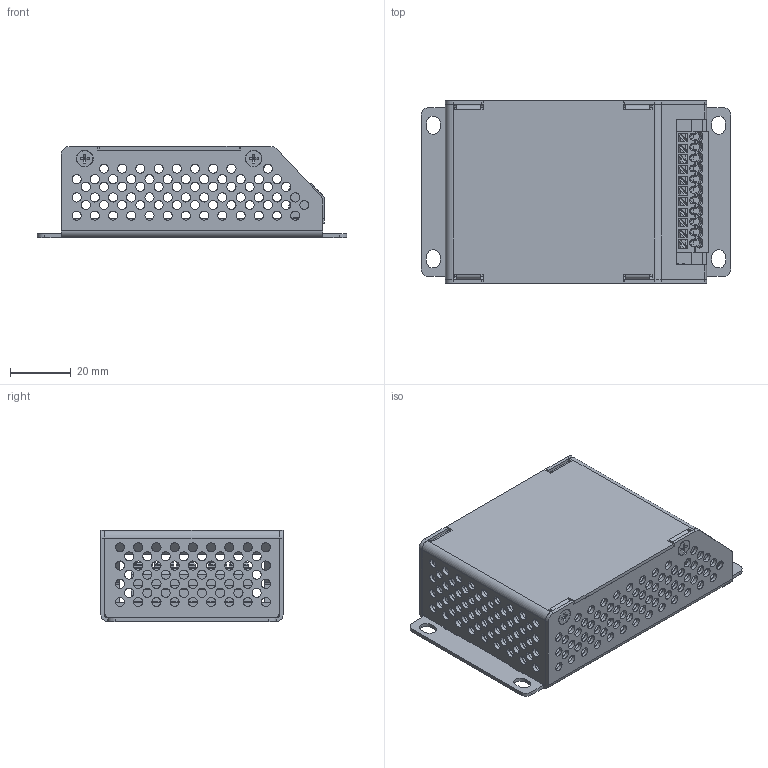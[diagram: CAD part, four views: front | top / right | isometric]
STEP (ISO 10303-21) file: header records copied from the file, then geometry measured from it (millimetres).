
FILE_DESCRIPTION (( 'STEP AP214' ), '1' );
FILE_NAME ('RMD40-110-24SUW_PT_3D.stp', '2025-11-13T08:12:18', ( '' ), ( '' ), 'SwSTEP 2.0', 'SolidWorks 2024', '' );
FILE_SCHEMA (( 'AUTOMOTIVE_DESIGN' ));
Length unit declared in the file: millimetre
Products named in the file (1): RMD40-110-24SUW_PT_3D
Bounding box: 102 x 60 x 30 mm (x, y, z)
Volume: 30595.3 mm3; surface area: 47521.8 mm2
Topology: 13 solids, 13 shells, 1480 faces, 4037 edges, 2631 vertices
Faces by surface type: cylinder 753, plane 653, cone 66, torus 8
Entity records: 64941 total; most frequent: CARTESIAN_POINT 8633, DIRECTION 8489, ORIENTED_EDGE 8074, EDGE_CURVE 4037, AXIS2_PLACEMENT_3D 3048, VERTEX_POINT 2631, LINE 2393, VECTOR 2393
